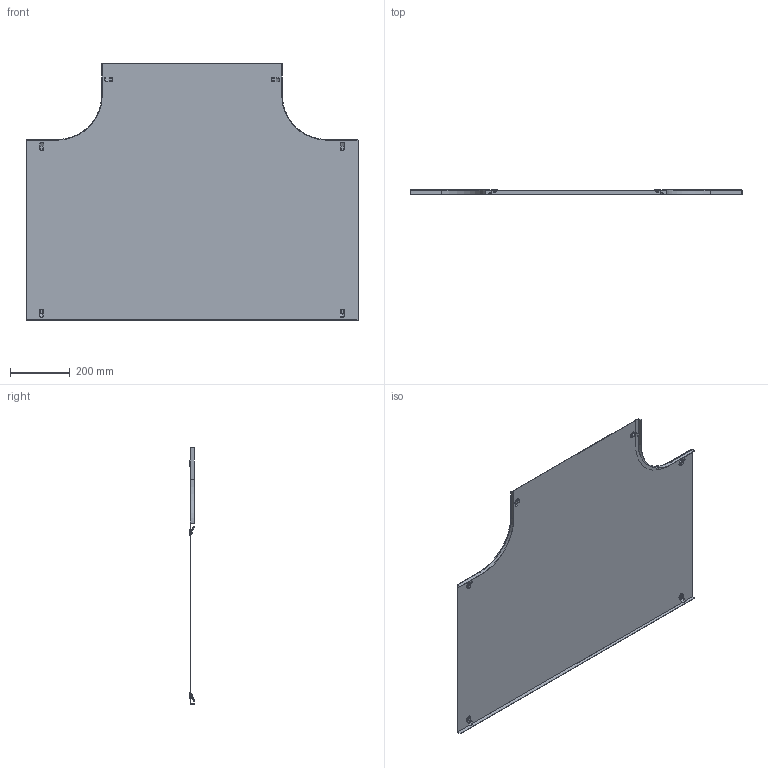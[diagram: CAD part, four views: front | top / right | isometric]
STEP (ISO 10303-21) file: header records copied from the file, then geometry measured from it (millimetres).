
FILE_DESCRIPTION (( 'STEP AP214' ), '1' );
FILE_NAME ('7128320.stp', '2019-06-14T06:59:53', ( '' ), ( '' ), 'SwSTEP 2.0', 'SolidWorks 2018', '' );
FILE_SCHEMA (( 'AUTOMOTIVE_DESIGN' ));
Length unit declared in the file: millimetre
Products named in the file (6): KTS 08.081-003_Standard; KTS 08.082-005_Standard; 7128320; KTS 08.045-130_NB=600 FS; KTS 08.044-145_Innenwinkel R=148; KTS 08.080-022_2mm Blech
Assembly tree (11 placements, depth 3):
  7128320
    KTS 08.045-130_NB=600 FS
    KTS 08.044-145_Innenwinkel R=148  x2
    KTS 08.080-022_2mm Blech  x6
      KTS 08.082-005_Standard
      KTS 08.081-003_Standard
Bounding box: 1110 x 17.53 x 857 mm (x, y, z)
Volume: 1089845.1 mm3; surface area: 1753712.5 mm2
Topology: 15 solids, 15 shells, 328 faces, 804 edges, 524 vertices
Faces by surface type: plane 194, cylinder 92, torus 24, bspline 18
Entity records: 3063 total; most frequent: CARTESIAN_POINT 584, DIRECTION 482, ORIENTED_EDGE 456, EDGE_CURVE 228, AXIS2_PLACEMENT_3D 165, VECTOR 152, LINE 152, VERTEX_POINT 150
